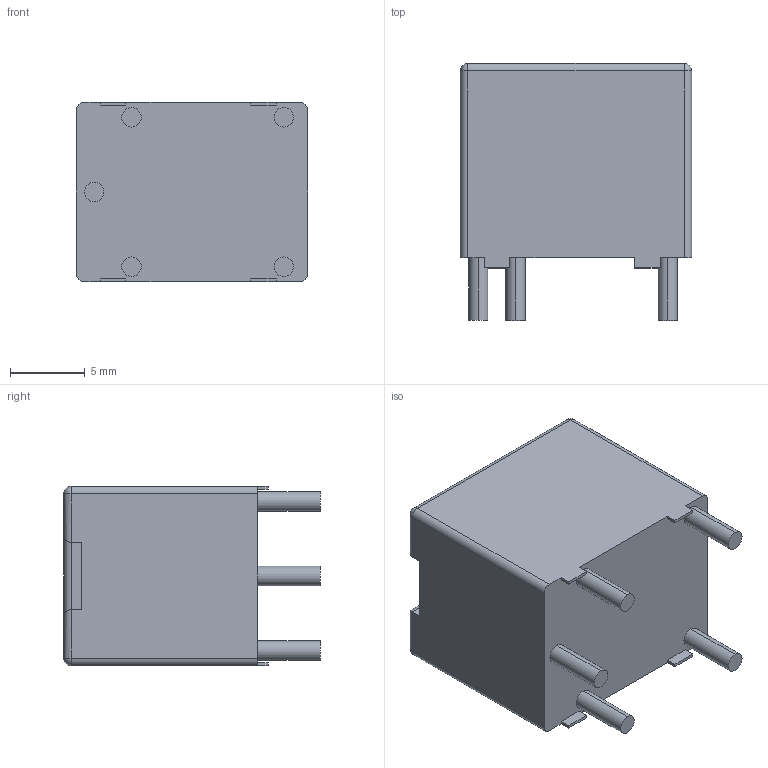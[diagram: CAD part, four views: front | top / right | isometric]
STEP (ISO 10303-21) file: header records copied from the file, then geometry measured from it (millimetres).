
FILE_DESCRIPTION (( 'STEP AP214' ), '1' );
FILE_NAME ('Relay.STEP', '2020-01-29T22:21:02', ( '' ), ( '' ), 'SwSTEP 2.0', 'SolidWorks 2019', '' );
FILE_SCHEMA (( 'AUTOMOTIVE_DESIGN' ));
Length unit declared in the file: millimetre
Products named in the file (1): Relay
Bounding box: 15.5 x 17.2 x 12 mm (x, y, z)
Volume: 2435.3 mm3; surface area: 1162.2 mm2
Topology: 1 solids, 1 shells, 57 faces, 138 edges, 84 vertices
Faces by surface type: plane 31, cylinder 22, sphere 4
Entity records: 1804 total; most frequent: CARTESIAN_POINT 288, DIRECTION 282, ORIENTED_EDGE 268, EDGE_CURVE 134, AXIS2_PLACEMENT_3D 94, VECTOR 94, LINE 94, VERTEX_POINT 84
